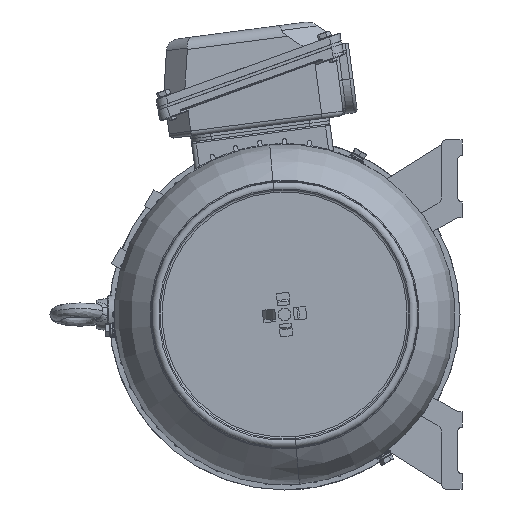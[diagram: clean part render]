
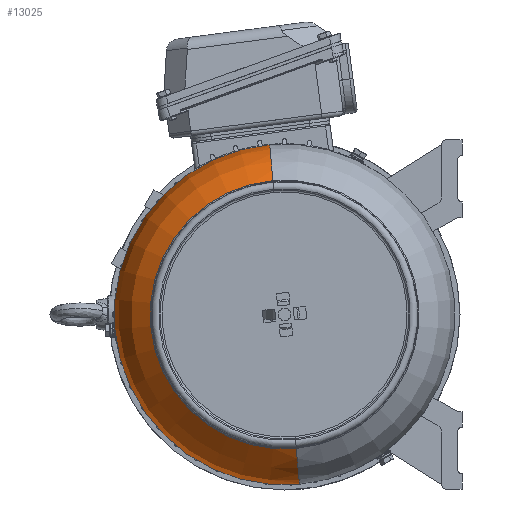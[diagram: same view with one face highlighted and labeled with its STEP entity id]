
A CAD part, left-side view. The second image highlights one B-rep face of the part: STEP entity #13025.
In plain terms, the highlighted toroidal (fillet/blend) face has major radius 60.5 mm and minor radius 49.2 mm.
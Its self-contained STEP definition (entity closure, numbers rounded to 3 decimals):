
#768 = AXIS2_PLACEMENT_3D ( 'NONE', #72120, #10560, #66651 ) ;
#3155 = DIRECTION ( 'NONE',  ( 0., 0., -1. ) ) ;
#4560 = DIRECTION ( 'NONE',  ( 0., 0., 1. ) ) ;
#4766 = CARTESIAN_POINT ( 'NONE',  ( -95.754, 0., 0. ) ) ;
#10560 = DIRECTION ( 'NONE',  ( -1., 0., 0. ) ) ;
#10772 = DIRECTION ( 'NONE',  ( -1., 0., 0. ) ) ;
#11954 = CARTESIAN_POINT ( 'NONE',  ( -54., 0., -60.5 ) ) ;
#12968 = EDGE_CURVE ( 'NONE', #64599, #19459, #43270, .T. ) ;
#13025 = ADVANCED_FACE ( 'NONE', ( #73535 ), #56938, .T. ) ;
#13435 = CARTESIAN_POINT ( 'NONE',  ( -95.754, 0., 86.525 ) ) ;
#13730 = CIRCLE ( 'NONE', #72127, 86.525 ) ;
#17122 = DIRECTION ( 'NONE',  ( 0., 0., 1. ) ) ;
#17581 = AXIS2_PLACEMENT_3D ( 'NONE', #72587, #53563, #3155 ) ;
#18614 = ORIENTED_EDGE ( 'NONE', *, *, #43379, .F. ) ;
#19459 = VERTEX_POINT ( 'NONE', #36269 ) ;
#19547 = EDGE_CURVE ( 'NONE', #19459, #58663, #56295, .T. ) ;
#22587 = CARTESIAN_POINT ( 'NONE',  ( -95.754, 0., -86.525 ) ) ;
#22833 = ORIENTED_EDGE ( 'NONE', *, *, #19547, .T. ) ;
#27209 = AXIS2_PLACEMENT_3D ( 'NONE', #11954, #55549, #17122 ) ;
#34275 = AXIS2_PLACEMENT_3D ( 'NONE', #72916, #41885, #4560 ) ;
#36269 = CARTESIAN_POINT ( 'NONE',  ( -54., 0., -109.7 ) ) ;
#39240 = EDGE_CURVE ( 'NONE', #45612, #58663, #13730, .T. ) ;
#41885 = DIRECTION ( 'NONE',  ( -1., 0., 0. ) ) ;
#43270 = CIRCLE ( 'NONE', #768, 109.7 ) ;
#43379 = EDGE_CURVE ( 'NONE', #64599, #45612, #45650, .T. ) ;
#45612 = VERTEX_POINT ( 'NONE', #13435 ) ;
#45650 = CIRCLE ( 'NONE', #17581, 49.2 ) ;
#50568 = ORIENTED_EDGE ( 'NONE', *, *, #12968, .T. ) ;
#52394 = ORIENTED_EDGE ( 'NONE', *, *, #39240, .F. ) ;
#53563 = DIRECTION ( 'NONE',  ( 0., -1., 0. ) ) ;
#55549 = DIRECTION ( 'NONE',  ( 0., 1., 0. ) ) ;
#55714 = EDGE_LOOP ( 'NONE', ( #50568, #22833, #52394, #18614 ) ) ;
#56295 = CIRCLE ( 'NONE', #27209, 49.2 ) ;
#56938 = TOROIDAL_SURFACE ( 'NONE', #34275, 60.5, 49.2 ) ;
#58663 = VERTEX_POINT ( 'NONE', #22587 ) ;
#64599 = VERTEX_POINT ( 'NONE', #76535 ) ;
#66321 = DIRECTION ( 'NONE',  ( 0., 0., 1. ) ) ;
#66651 = DIRECTION ( 'NONE',  ( 0., 0., 1. ) ) ;
#72120 = CARTESIAN_POINT ( 'NONE',  ( -54., 0., 0. ) ) ;
#72127 = AXIS2_PLACEMENT_3D ( 'NONE', #4766, #10772, #66321 ) ;
#72587 = CARTESIAN_POINT ( 'NONE',  ( -54., 0., 60.5 ) ) ;
#72916 = CARTESIAN_POINT ( 'NONE',  ( -54., 0., 0. ) ) ;
#73535 = FACE_OUTER_BOUND ( 'NONE', #55714, .T. ) ;
#76535 = CARTESIAN_POINT ( 'NONE',  ( -54., 0., 109.7 ) ) ;
